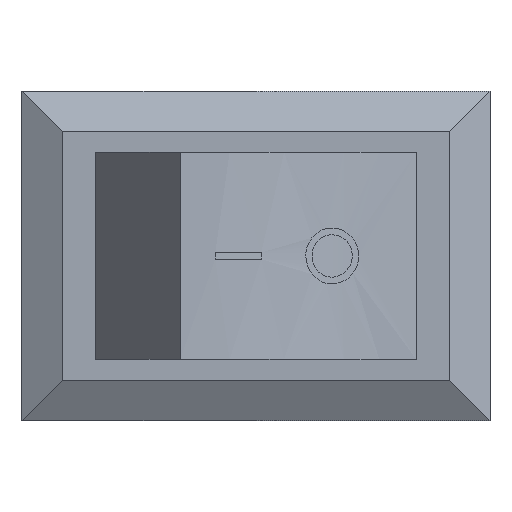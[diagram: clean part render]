
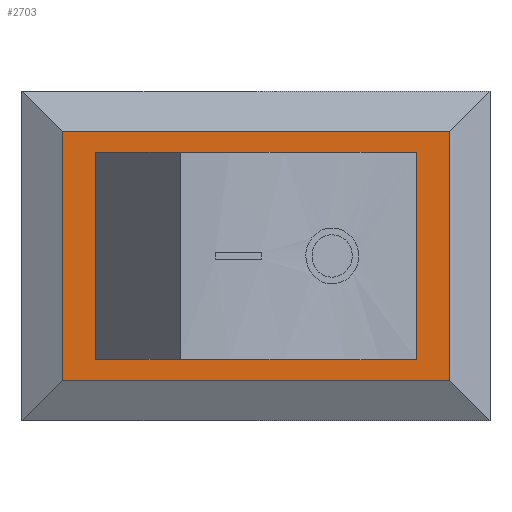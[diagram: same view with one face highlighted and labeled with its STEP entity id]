
A CAD part, top view. The second image highlights one B-rep face of the part: STEP entity #2703.
In plain terms, the highlighted planar face has unit normal (0, 0, 1).
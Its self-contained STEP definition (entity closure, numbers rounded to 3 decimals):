
#50 = ORIENTED_EDGE ( 'NONE', *, *, #2534, .T. ) ;
#153 = ORIENTED_EDGE ( 'NONE', *, *, #1713, .F. ) ;
#211 = EDGE_CURVE ( 'NONE', #4050, #1863, #4231, .T. ) ;
#269 = ORIENTED_EDGE ( 'NONE', *, *, #4169, .F. ) ;
#463 = VECTOR ( 'NONE', #4154, 1000. ) ;
#764 = CARTESIAN_POINT ( 'NONE',  ( 0., 5.6, 11.5 ) ) ;
#772 = CARTESIAN_POINT ( 'NONE',  ( -7.2, 4.65, 11.5 ) ) ;
#781 = CARTESIAN_POINT ( 'NONE',  ( 7.2, -4.65, 11.5 ) ) ;
#1048 = CARTESIAN_POINT ( 'NONE',  ( -7.2, -4.65, 11.5 ) ) ;
#1062 = CARTESIAN_POINT ( 'NONE',  ( -7.2, 4.65, 11.5 ) ) ;
#1066 = EDGE_LOOP ( 'NONE', ( #3226, #3422, #2252, #50 ) ) ;
#1088 = LINE ( 'NONE', #4747, #1328 ) ;
#1129 = DIRECTION ( 'NONE',  ( 0., -1., 0. ) ) ;
#1137 = CARTESIAN_POINT ( 'NONE',  ( 7.2, 4.65, 11.5 ) ) ;
#1168 = CARTESIAN_POINT ( 'NONE',  ( -7.2, 4.65, 11.5 ) ) ;
#1299 = VERTEX_POINT ( 'NONE', #781 ) ;
#1328 = VECTOR ( 'NONE', #2524, 1000. ) ;
#1459 = VERTEX_POINT ( 'NONE', #2242 ) ;
#1460 = EDGE_CURVE ( 'NONE', #1863, #2054, #2636, .T. ) ;
#1465 = CARTESIAN_POINT ( 'NONE',  ( 0., -5.6, 11.5 ) ) ;
#1480 = VERTEX_POINT ( 'NONE', #772 ) ;
#1505 = CARTESIAN_POINT ( 'NONE',  ( 0., 0., 11.5 ) ) ;
#1713 = EDGE_CURVE ( 'NONE', #1480, #2459, #4258, .T. ) ;
#1778 = DIRECTION ( 'NONE',  ( 0., -1., 0. ) ) ;
#1863 = VERTEX_POINT ( 'NONE', #2964 ) ;
#1884 = VECTOR ( 'NONE', #1129, 1000. ) ;
#2016 = LINE ( 'NONE', #1137, #3061 ) ;
#2054 = VERTEX_POINT ( 'NONE', #3831 ) ;
#2091 = CARTESIAN_POINT ( 'NONE',  ( 7.2, 4.65, 11.5 ) ) ;
#2094 = AXIS2_PLACEMENT_3D ( 'NONE', #1505, #2290, #2305 ) ;
#2209 = VECTOR ( 'NONE', #3737, 1000. ) ;
#2242 = CARTESIAN_POINT ( 'NONE',  ( 8.7, 5.6, 11.5 ) ) ;
#2252 = ORIENTED_EDGE ( 'NONE', *, *, #1460, .T. ) ;
#2287 = CARTESIAN_POINT ( 'NONE',  ( -8.7, 0., 11.5 ) ) ;
#2290 = DIRECTION ( 'NONE',  ( 0., 0., -1. ) ) ;
#2305 = DIRECTION ( 'NONE',  ( -1., 0., 0. ) ) ;
#2356 = LINE ( 'NONE', #1168, #2714 ) ;
#2459 = VERTEX_POINT ( 'NONE', #1048 ) ;
#2524 = DIRECTION ( 'NONE',  ( -1., 0., 0. ) ) ;
#2534 = EDGE_CURVE ( 'NONE', #2054, #1459, #3213, .T. ) ;
#2609 = CARTESIAN_POINT ( 'NONE',  ( 8.7, 0., 11.5 ) ) ;
#2623 = FACE_OUTER_BOUND ( 'NONE', #1066, .T. ) ;
#2636 = LINE ( 'NONE', #1465, #4129 ) ;
#2703 = ADVANCED_FACE ( 'NONE', ( #4603, #2623 ), #4523, .F. ) ;
#2714 = VECTOR ( 'NONE', #4557, 1000. ) ;
#2717 = EDGE_CURVE ( 'NONE', #1459, #4050, #3680, .T. ) ;
#2907 = VERTEX_POINT ( 'NONE', #2091 ) ;
#2964 = CARTESIAN_POINT ( 'NONE',  ( -8.7, -5.6, 11.5 ) ) ;
#3061 = VECTOR ( 'NONE', #4145, 1000. ) ;
#3191 = EDGE_LOOP ( 'NONE', ( #153, #269, #4055, #4305 ) ) ;
#3213 = LINE ( 'NONE', #2609, #2209 ) ;
#3226 = ORIENTED_EDGE ( 'NONE', *, *, #2717, .T. ) ;
#3379 = DIRECTION ( 'NONE',  ( 1., 0., 0. ) ) ;
#3422 = ORIENTED_EDGE ( 'NONE', *, *, #211, .T. ) ;
#3680 = LINE ( 'NONE', #764, #463 ) ;
#3737 = DIRECTION ( 'NONE',  ( 0., 1., 0. ) ) ;
#3797 = VECTOR ( 'NONE', #1778, 1000. ) ;
#3831 = CARTESIAN_POINT ( 'NONE',  ( 8.7, -5.6, 11.5 ) ) ;
#4050 = VERTEX_POINT ( 'NONE', #4478 ) ;
#4055 = ORIENTED_EDGE ( 'NONE', *, *, #4652, .T. ) ;
#4129 = VECTOR ( 'NONE', #3379, 1000. ) ;
#4145 = DIRECTION ( 'NONE',  ( 0., -1., 0. ) ) ;
#4154 = DIRECTION ( 'NONE',  ( -1., 0., 0. ) ) ;
#4169 = EDGE_CURVE ( 'NONE', #2907, #1480, #2356, .T. ) ;
#4231 = LINE ( 'NONE', #2287, #1884 ) ;
#4258 = LINE ( 'NONE', #1062, #3797 ) ;
#4305 = ORIENTED_EDGE ( 'NONE', *, *, #4399, .T. ) ;
#4399 = EDGE_CURVE ( 'NONE', #1299, #2459, #1088, .T. ) ;
#4478 = CARTESIAN_POINT ( 'NONE',  ( -8.7, 5.6, 11.5 ) ) ;
#4523 = PLANE ( 'NONE',  #2094 ) ;
#4557 = DIRECTION ( 'NONE',  ( -1., 0., 0. ) ) ;
#4603 = FACE_BOUND ( 'NONE', #3191, .T. ) ;
#4652 = EDGE_CURVE ( 'NONE', #2907, #1299, #2016, .T. ) ;
#4747 = CARTESIAN_POINT ( 'NONE',  ( -7.2, -4.65, 11.5 ) ) ;
